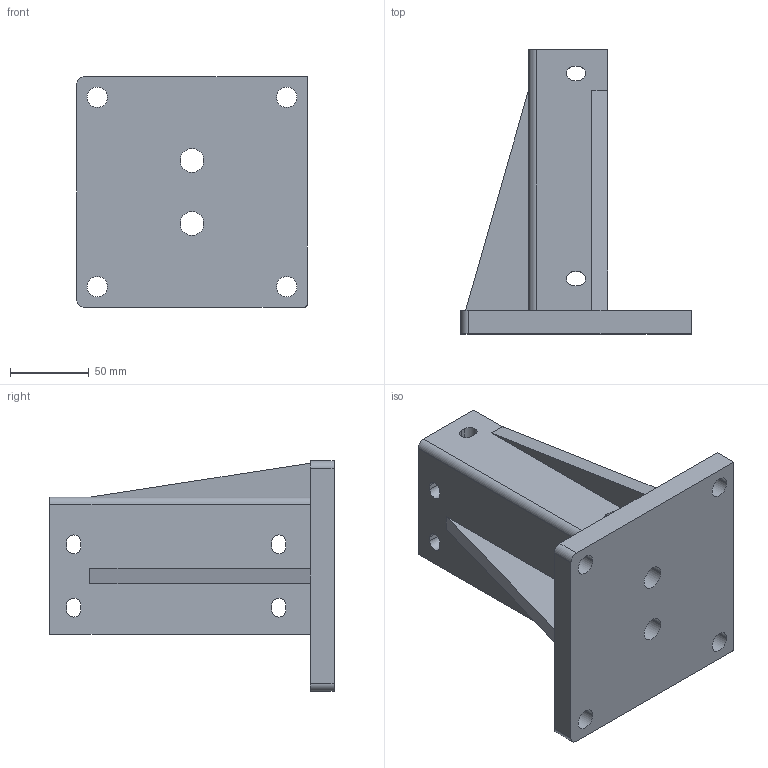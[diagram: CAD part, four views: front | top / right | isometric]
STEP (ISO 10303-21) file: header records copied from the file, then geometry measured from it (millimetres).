
FILE_DESCRIPTION(('HOOPS Exchange Step'),'2;1');
FILE_NAME('export-70A372CC-1612-4E9D-B4B7-8B02E01C6BEE.stp','2022-03-10T11:01:46+01:00',('Engineering'),('Alibre'),'HOOPS Exchange 2021.0','Alibre','Unknown authorisation');
FILE_SCHEMA( ('AP242_MANAGED_MODEL_BASED_3D_ENGINEERING_MIM_LF {1 0 10303 442 1 1 4 }') );
Length unit declared in the file: millimetre
Products named in the file (1): 5872 Base foot 40×80, type 1, left
Bounding box: 146 x 180 x 146 mm (x, y, z)
Volume: 552408.2 mm3; surface area: 107245.9 mm2
Topology: 1 solids, 1 shells, 59 faces, 168 edges, 112 vertices
Faces by surface type: plane 31, cylinder 28
Entity records: 2016 total; most frequent: DIRECTION 346, CARTESIAN_POINT 341, ORIENTED_EDGE 336, EDGE_CURVE 168, AXIS2_PLACEMENT_3D 117, VERTEX_POINT 112, VECTOR 112, LINE 112
